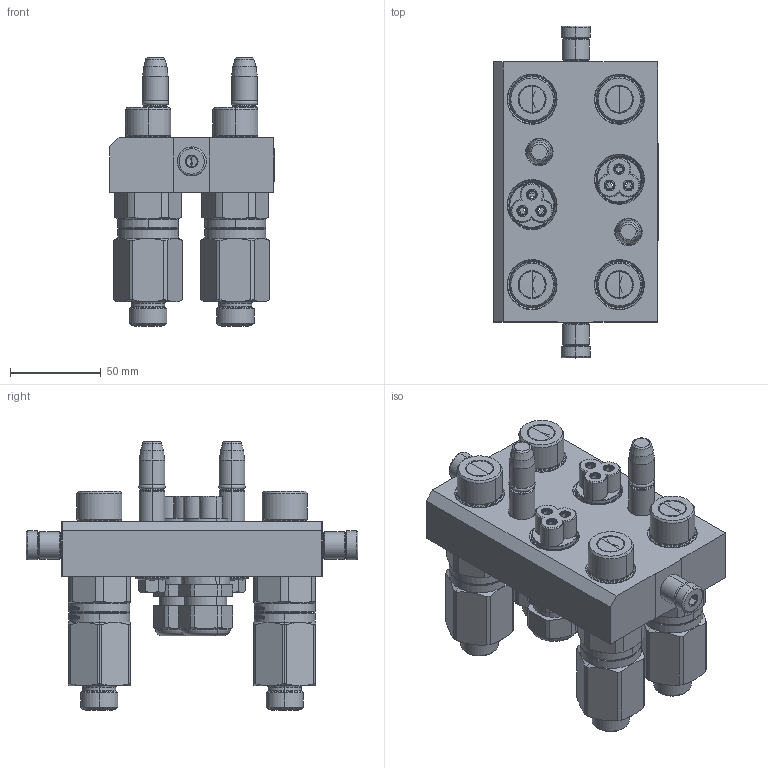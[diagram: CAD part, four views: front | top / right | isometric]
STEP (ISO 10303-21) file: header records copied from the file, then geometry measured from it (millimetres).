
FILE_DESCRIPTION (( 'STEP AP214' ), '1' );
FILE_NAME ('FASTER.step', '2024-07-02T18:30:04', ( '' ), ( '' ), 'SwSTEP 2.0', 'SolidWorks 2017', '' );
FILE_SCHEMA (( 'AUTOMOTIVE_DESIGN' ));
Length unit declared in the file: millimetre
Products named in the file (14): 4830_013_3000_030; et002; FASTER; or2_62x9_19_m; 4850_010_0000_010; 4830_028_1000_011; conn_3p_m; corpospel08-3m; 4830_044_0000_000; 3ffnp1211_12sm; 4830_021_0000_000; P608_M_BASE; 1540_080_0008_000
Assembly tree (24 placements, depth 3):
  FASTER
    P608_M_BASE
      4850_010_0000_010
      4830_021_0000_000  x2
      4830_013_3000_030  x2
      4830_028_1000_011  x2
      1540_080_0008_000  x2
      or2_62x9_19_m  x2
    3ffnp1211_12sm  x4
      3ffnp1211_12sm
    conn_3p_m  x2
      4830_044_0000_000
      corpospel08-3m
    et002
Bounding box: 90.3 x 182.6 x 147.61 mm (x, y, z)
Volume: 2873.9 mm3; surface area: 165580.9 mm2
Topology: 5 solids, 82 shells, 3021 faces, 8735 edges, 5734 vertices
Faces by surface type: plane 1622, cylinder 613, cone 438, torus 206, bspline 130, sphere 12
Entity records: 65695 total; most frequent: CARTESIAN_POINT 16411, ORIENTED_EDGE 9140, DIRECTION 8589, EDGE_CURVE 4798, VECTOR 3317, LINE 3317, VERTEX_POINT 3152, AXIS2_PLACEMENT_3D 2636
